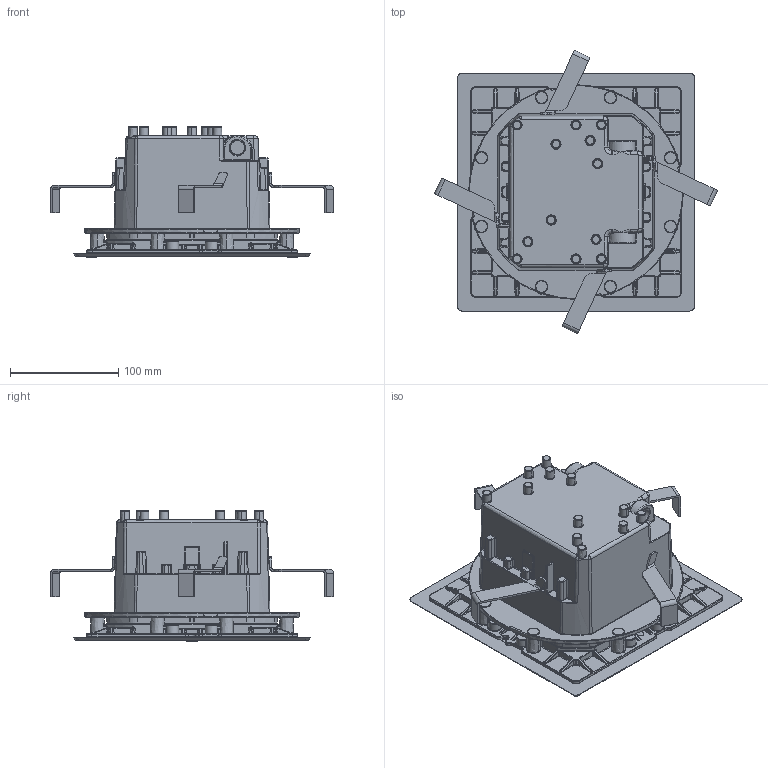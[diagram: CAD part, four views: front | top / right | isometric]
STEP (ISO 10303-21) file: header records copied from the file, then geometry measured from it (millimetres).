
FILE_DESCRIPTION(/* description */ (''),/* implementation_level */ '2;1');
FILE_NAME(/* name */ 'T406650_EGO 220 DL QUADRO',/* time_stamp */ '2018-02-02T11:55:36+01:00',/* author */ (''),/* organization */ (''),/* preprocessor_version */ 'ST-DEVELOPER v15',/* originating_system */ '',/* authorisation */ '');
FILE_SCHEMA (('CONFIG_CONTROL_DESIGN'));
Products named in the file (1): Document
Bounding box: 261.82 x 261.82 x 121.03 mm (x, y, z)
Volume: 274795.3 mm3; surface area: 318070.3 mm2
Topology: 9 solids, 12 shells, 2940 faces, 7052 edges, 4021 vertices
Faces by surface type: bspline 2502, plane 438
Entity records: 124839 total; most frequent: CARTESIAN_POINT 87293, ORIENTED_EDGE 13849, EDGE_CURVE 6948, VERTEX_POINT 4021, EDGE_LOOP 2981, ADVANCED_FACE 2935, FACE_OUTER_BOUND 2935, B_SPLINE_CURVE_WITH_KNOTS 2390
